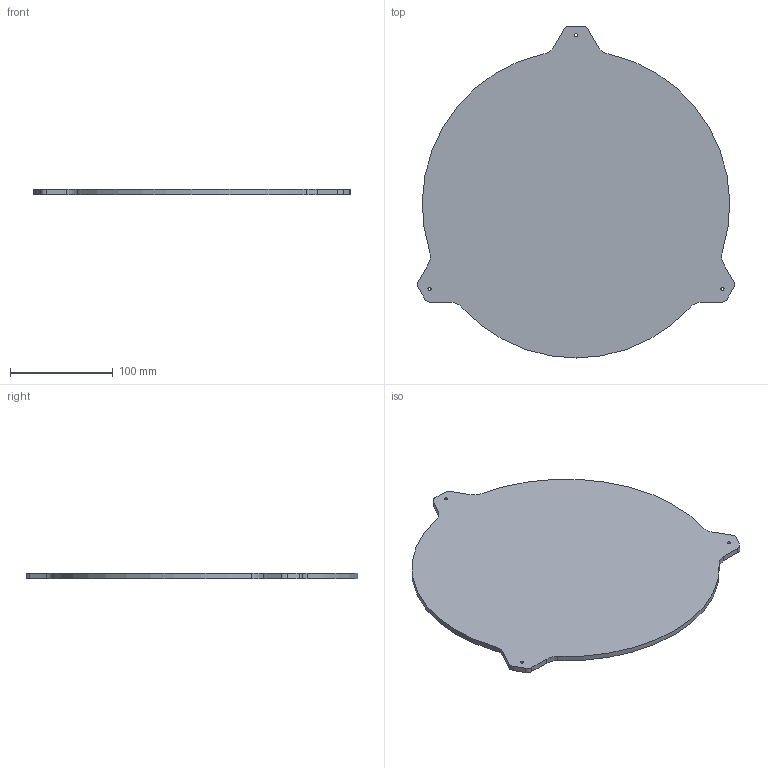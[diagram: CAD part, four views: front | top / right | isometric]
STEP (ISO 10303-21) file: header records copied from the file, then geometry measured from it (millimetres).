
FILE_DESCRIPTION(('FreeCAD Model'),'2;1');
FILE_NAME( 'Build_plate.step', '2017-04-28T18:19:09',('Ax Smith-Laffin'),('AxMod Box Mods Limited'), 'Open CASCADE STEP processor 6.8','FreeCAD','Unknown');
FILE_SCHEMA(('AUTOMOTIVE_DESIGN_CC2 { 1 2 10303 214 -1 1 5 4 }'));
Length unit declared in the file: millimetre
Products named in the file (2): ASSEMBLY; Build_Plate
Assembly tree (1 placements, depth 2):
  ASSEMBLY
    Build_Plate
Bounding box: 309.32 x 323.88 x 5 mm (x, y, z)
Volume: 366040.9 mm3; surface area: 151671.7 mm2
Topology: 1 solids, 1 shells, 29 faces, 81 edges, 54 vertices
Faces by surface type: cylinder 18, plane 11
Full cylindrical faces by diameter (mm): 3 x3
Entity records: 2115 total; most frequent: CARTESIAN_POINT 448, DIRECTION 321, LINE 171, VECTOR 171, ORIENTED_EDGE 162, PCURVE 162, DEFINITIONAL_REPRESENTATION 162, EDGE_CURVE 81
